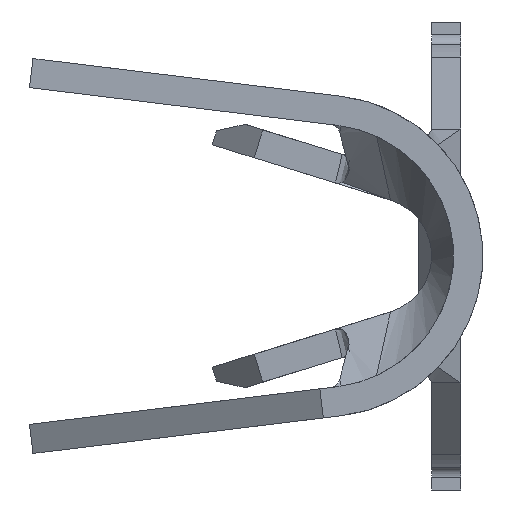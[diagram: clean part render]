
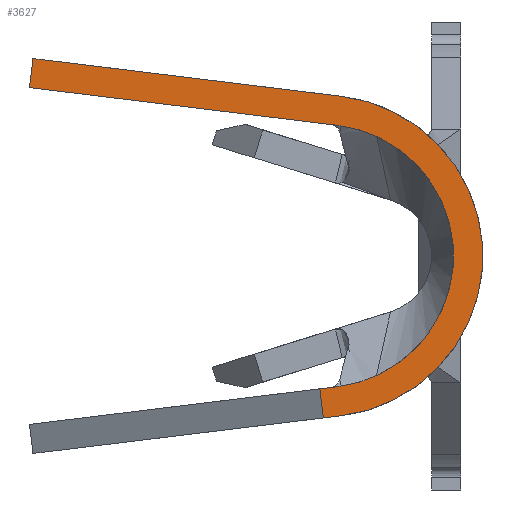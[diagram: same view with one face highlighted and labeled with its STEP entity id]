
A CAD part, left-side view. The second image highlights one B-rep face of the part: STEP entity #3627.
In plain terms, the highlighted planar face has unit normal (-1, 0, 0).
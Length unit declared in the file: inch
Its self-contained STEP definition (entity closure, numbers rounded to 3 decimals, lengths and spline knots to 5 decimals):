
#82 = LINE ( 'NONE', #2045, #5684 ) ;
#108 = VERTEX_POINT ( 'NONE', #1803 ) ;
#117 = VERTEX_POINT ( 'NONE', #3480 ) ;
#304 = CARTESIAN_POINT ( 'NONE',  ( -0.535, 0.095, 0. ) ) ;
#329 = DIRECTION ( 'NONE',  ( -1., 0., 0. ) ) ;
#435 = ORIENTED_EDGE ( 'NONE', *, *, #3284, .T. ) ;
#624 = CARTESIAN_POINT ( 'NONE',  ( -0.535, 0.09405, -0.1107 ) ) ;
#625 = VERTEX_POINT ( 'NONE', #5925 ) ;
#925 = EDGE_CURVE ( 'NONE', #117, #1667, #5022, .T. ) ;
#1191 = EDGE_CURVE ( 'NONE', #108, #625, #5096, .T. ) ;
#1270 = EDGE_CURVE ( 'NONE', #2411, #117, #3773, .T. ) ;
#1327 = LINE ( 'NONE', #2136, #5257 ) ;
#1330 = DIRECTION ( 'NONE',  ( 0., 0., 1. ) ) ;
#1346 = CARTESIAN_POINT ( 'NONE',  ( -0.535, 0.09648, -0.09085 ) ) ;
#1382 = DIRECTION ( 'NONE',  ( -1., 0., 0. ) ) ;
#1396 = CARTESIAN_POINT ( 'NONE',  ( -0.535, 0.095, 0. ) ) ;
#1470 = CARTESIAN_POINT ( 'NONE',  ( -0.535, 0.08407, -0.08933 ) ) ;
#1546 = AXIS2_PLACEMENT_3D ( 'NONE', #304, #329, #4030 ) ;
#1667 = VERTEX_POINT ( 'NONE', #3212 ) ;
#1724 = EDGE_CURVE ( 'NONE', #5999, #108, #1327, .T. ) ;
#1803 = CARTESIAN_POINT ( 'NONE',  ( -0.535, 0.08407, 0.08933 ) ) ;
#1952 = CARTESIAN_POINT ( 'NONE',  ( -0.535, 0.09648, -0.09085 ) ) ;
#2045 = CARTESIAN_POINT ( 'NONE',  ( -0.535, 0.295, 0.11515 ) ) ;
#2136 = CARTESIAN_POINT ( 'NONE',  ( -0.535, 0.08407, 0.08933 ) ) ;
#2144 = DIRECTION ( 'NONE',  ( 0., -0.993, -0.121 ) ) ;
#2304 = DIRECTION ( 'NONE',  ( 0., -0.993, 0.121 ) ) ;
#2407 = PLANE ( 'NONE',  #1546 ) ;
#2411 = VERTEX_POINT ( 'NONE', #624 ) ;
#2428 = LINE ( 'NONE', #2727, #6698 ) ;
#2538 = CARTESIAN_POINT ( 'NONE',  ( -0.535, 0.08164, -0.10919 ) ) ;
#2693 = ORIENTED_EDGE ( 'NONE', *, *, #1270, .T. ) ;
#2696 = ORIENTED_EDGE ( 'NONE', *, *, #925, .T. ) ;
#2725 = VERTEX_POINT ( 'NONE', #4548 ) ;
#2727 = CARTESIAN_POINT ( 'NONE',  ( -0.535, 0.08164, 0.10919 ) ) ;
#2947 = DIRECTION ( 'NONE',  ( 0., 0., 1. ) ) ;
#2954 = CARTESIAN_POINT ( 'NONE',  ( -0.535, 0.095, 0. ) ) ;
#2987 = DIRECTION ( 'NONE',  ( 1., 0., 0. ) ) ;
#3119 = VECTOR ( 'NONE', #4071, 39.37008 ) ;
#3212 = CARTESIAN_POINT ( 'NONE',  ( -0.535, 0.08164, 0.10919 ) ) ;
#3284 = EDGE_CURVE ( 'NONE', #625, #6453, #3297, .T. ) ;
#3297 = LINE ( 'NONE', #1470, #3119 ) ;
#3480 = CARTESIAN_POINT ( 'NONE',  ( -0.535, 0.08164, -0.10919 ) ) ;
#3627 = ADVANCED_FACE ( 'NONE', ( #4117 ), #2407, .T. ) ;
#3709 = EDGE_CURVE ( 'NONE', #6453, #2411, #6479, .T. ) ;
#3773 = LINE ( 'NONE', #2538, #4791 ) ;
#4021 = EDGE_LOOP ( 'NONE', ( #5914, #2693, #2696, #6146, #4087, #5030, #6388, #435 ) ) ;
#4030 = DIRECTION ( 'NONE',  ( 0., 0., 1. ) ) ;
#4071 = DIRECTION ( 'NONE',  ( 0., 0.993, -0.121 ) ) ;
#4087 = ORIENTED_EDGE ( 'NONE', *, *, #4591, .T. ) ;
#4117 = FACE_OUTER_BOUND ( 'NONE', #4021, .T. ) ;
#4372 = AXIS2_PLACEMENT_3D ( 'NONE', #1396, #1382, #1330 ) ;
#4548 = CARTESIAN_POINT ( 'NONE',  ( -0.535, 0.29257, 0.135 ) ) ;
#4564 = AXIS2_PLACEMENT_3D ( 'NONE', #2954, #2987, #2947 ) ;
#4591 = EDGE_CURVE ( 'NONE', #2725, #5999, #82, .T. ) ;
#4680 = EDGE_CURVE ( 'NONE', #1667, #2725, #2428, .T. ) ;
#4791 = VECTOR ( 'NONE', #2304, 39.37008 ) ;
#5022 = CIRCLE ( 'NONE', #4372, 0.11 ) ;
#5030 = ORIENTED_EDGE ( 'NONE', *, *, #1724, .T. ) ;
#5096 = CIRCLE ( 'NONE', #4564, 0.09 ) ;
#5257 = VECTOR ( 'NONE', #2144, 39.37008 ) ;
#5526 = CARTESIAN_POINT ( 'NONE',  ( -0.535, 0.295, 0.11515 ) ) ;
#5652 = DIRECTION ( 'NONE',  ( 0., 0.121, -0.993 ) ) ;
#5684 = VECTOR ( 'NONE', #5652, 39.37008 ) ;
#5813 = DIRECTION ( 'NONE',  ( 0., 0.993, 0.121 ) ) ;
#5914 = ORIENTED_EDGE ( 'NONE', *, *, #3709, .T. ) ;
#5925 = CARTESIAN_POINT ( 'NONE',  ( -0.535, 0.08407, -0.08933 ) ) ;
#5999 = VERTEX_POINT ( 'NONE', #5526 ) ;
#6146 = ORIENTED_EDGE ( 'NONE', *, *, #4680, .T. ) ;
#6323 = VECTOR ( 'NONE', #6549, 39.37008 ) ;
#6388 = ORIENTED_EDGE ( 'NONE', *, *, #1191, .T. ) ;
#6453 = VERTEX_POINT ( 'NONE', #1346 ) ;
#6479 = LINE ( 'NONE', #1952, #6323 ) ;
#6549 = DIRECTION ( 'NONE',  ( 0., -0.121, -0.993 ) ) ;
#6698 = VECTOR ( 'NONE', #5813, 39.37008 ) ;
